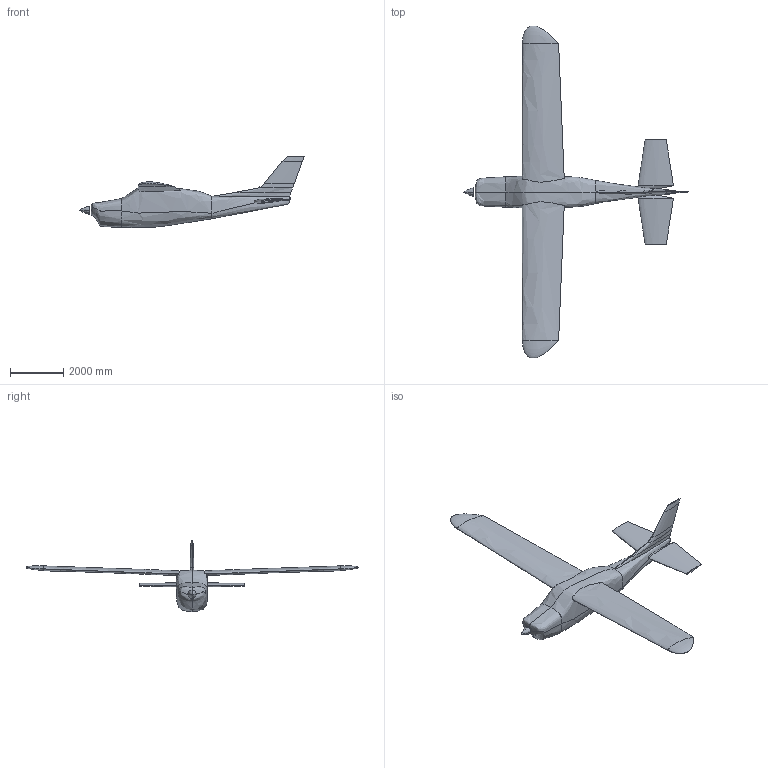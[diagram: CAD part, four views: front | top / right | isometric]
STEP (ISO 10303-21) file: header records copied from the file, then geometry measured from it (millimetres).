
FILE_DESCRIPTION((''),'1');
FILE_NAME('outfile.stp','2023-04-02T22:00:26',(''),(''),'','','');
FILE_SCHEMA(('CONFIG_CONTROL_DESIGN'));
Length unit declared in the file: foot
Bounding box: 8451.32 x 12498.7 x 2694.67 mm (x, y, z)
Volume: 8746385014.3 mm3; surface area: 67760916.5 mm2
Topology: 2 solids, 2 shells, 52 faces, 122 edges, 52 vertices
Faces by surface type: bspline 46, plane 6
Entity records: 15162 total; most frequent: CARTESIAN_POINT 14153, VERTEX_POINT 236, ORIENTED_EDGE 196, B_SPLINE_CURVE_WITH_KNOTS 118, EDGE_CURVE 118, EDGE_LOOP 54, FACE_OUTER_BOUND 52, ADVANCED_FACE 52
